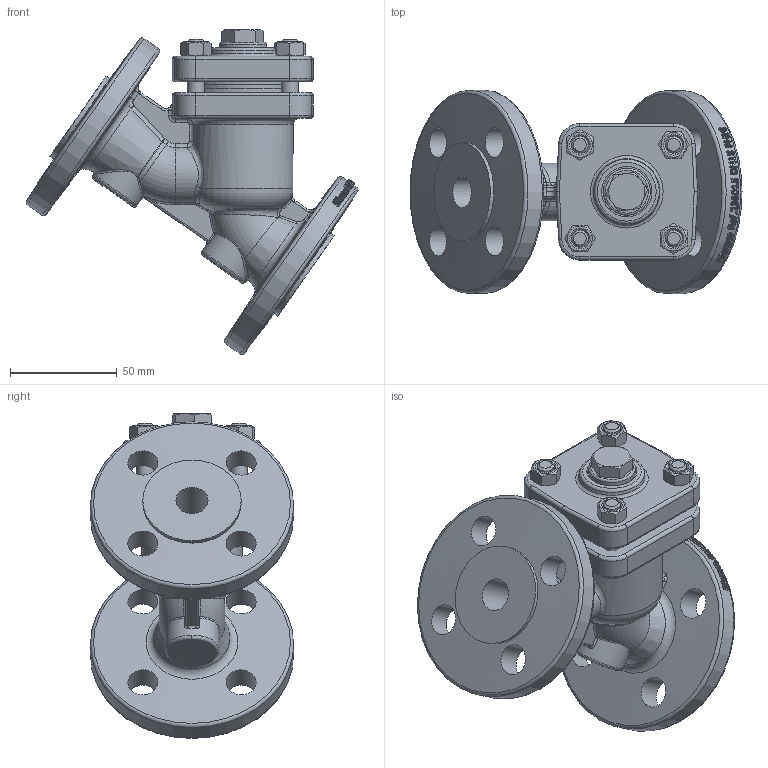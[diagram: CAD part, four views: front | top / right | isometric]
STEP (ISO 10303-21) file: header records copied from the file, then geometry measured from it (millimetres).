
FILE_DESCRIPTION(/* description */ ('236015'),/* implementation_level */ '2;1');
FILE_NAME(/* name */ '236015.stp',/* time_stamp */ '2017-11-06T09:50:37+01:00',/* author */ ('jmorand'),/* organization */ ('Sferaco'),/* preprocessor_version */ 'ST-DEVELOPER v16.5',/* originating_system */ 'Autodesk Inventor 2017',/* authorisation */ '');
FILE_SCHEMA (('CONFIG_CONTROL_DESIGN'));
Products named in the file (1): 821_DN15_PN16
Bounding box: 155.2 x 95 x 151.86 mm (x, y, z)
Volume: 352459.3 mm3; surface area: 101563.3 mm2
Topology: 97 solids, 97 shells, 1114 faces, 2649 edges, 1685 vertices
Faces by surface type: plane 490, bspline 305, cylinder 187, torus 83, cone 43, sphere 6
Full cylindrical faces by diameter (mm): 0.5 x47, 6.8 x4, 8 x8, 9.5 x4, 14 x9, 15 x2, 16.6 x1, 17.5 x1, 22 x1, 23 x2, 23.5 x1, 25 x2, 33 x1, 36 x1, 46 x5, 50 x1, 52 x1, 95 x2
Entity records: 58299 total; most frequent: CARTESIAN_POINT 35107, ORIENTED_EDGE 4864, DIRECTION 4078, EDGE_CURVE 2432, VERTEX_POINT 1619, AXIS2_PLACEMENT_3D 1523, EDGE_LOOP 1345, FACE_OUTER_BOUND 1114
